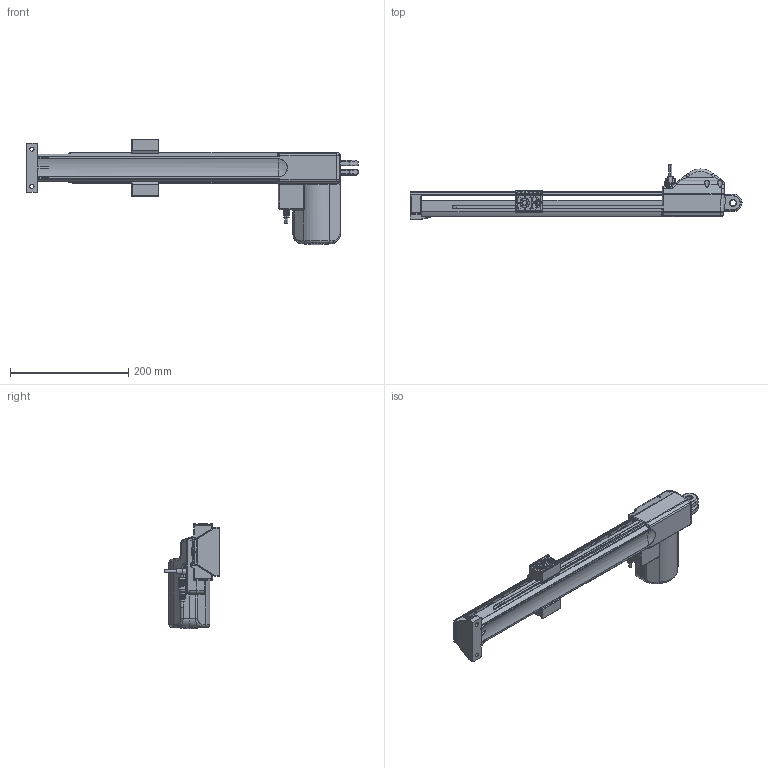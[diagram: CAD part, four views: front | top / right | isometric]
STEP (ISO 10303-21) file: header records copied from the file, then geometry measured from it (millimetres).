
FILE_DESCRIPTION (( 'STEP AP214' ), '1' );
FILE_NAME ('TA5L²Õ¦X.STEP', '2015-03-12T02:56:33', ( '' ), ( '' ), 'SwSTEP 2.0', 'SolidWorks 2010', '' );
FILE_SCHEMA (( 'AUTOMOTIVE_DESIGN' ));
Length unit declared in the file: millimetre
Products named in the file (1): TA5L組合
Bounding box: 561.03 x 93.1 x 178 mm (x, y, z)
Volume: 1468359 mm3; surface area: 224168.8 mm2
Topology: 1 solids, 9 shells, 2550 faces, 6345 edges, 3829 vertices
Faces by surface type: cylinder 1059, plane 865, bspline 293, torus 183, sphere 104, cone 46
Entity records: 120956 total; most frequent: CARTESIAN_POINT 40833, ORIENTED_EDGE 12496, DIRECTION 11794, EDGE_CURVE 6248, AXIS2_PLACEMENT_3D 4360, VERTEX_POINT 3829, LINE 3074, VECTOR 3074
